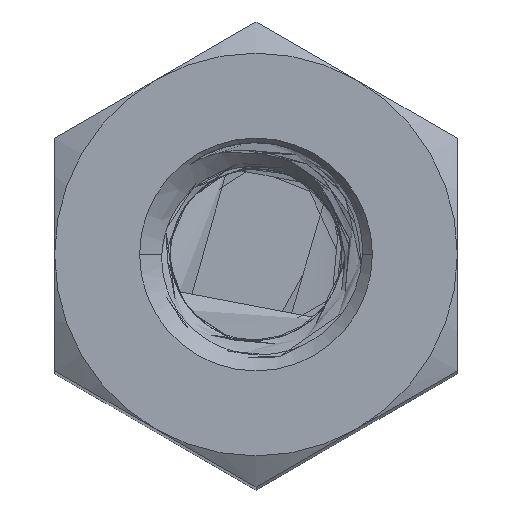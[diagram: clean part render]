
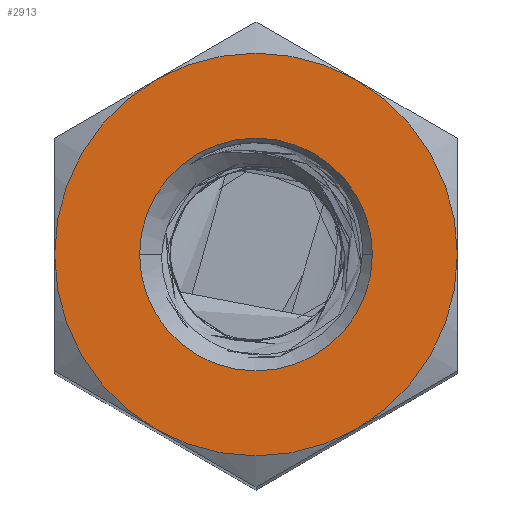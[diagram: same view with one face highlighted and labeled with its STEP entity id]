
A CAD part, top view. The second image highlights one B-rep face of the part: STEP entity #2913.
In plain terms, the highlighted planar face has unit normal (0, 0, 1).
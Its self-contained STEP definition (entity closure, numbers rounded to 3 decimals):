
#19=FACE_BOUND('',#494,.T.);
#21=PLANE('',#3090);
#182=CIRCLE('',#2999,1.301);
#187=CIRCLE('',#3091,2.25);
#188=CIRCLE('',#3092,2.25);
#189=CIRCLE('',#3093,2.25);
#190=CIRCLE('',#3094,2.25);
#191=CIRCLE('',#3095,2.25);
#192=CIRCLE('',#3096,2.25);
#193=CIRCLE('',#3097,1.301);
#334=FACE_OUTER_BOUND('',#493,.T.);
#493=EDGE_LOOP('',(#2539,#2540,#2541,#2542,#2543,#2544));
#494=EDGE_LOOP('',(#2545,#2546));
#1057=VERTEX_POINT('',#4558);
#1058=VERTEX_POINT('',#4560);
#1248=VERTEX_POINT('',#16709);
#1249=VERTEX_POINT('',#16710);
#1250=VERTEX_POINT('',#16712);
#1251=VERTEX_POINT('',#16714);
#1252=VERTEX_POINT('',#16716);
#1253=VERTEX_POINT('',#16718);
#1401=EDGE_CURVE('',#1058,#1057,#182,.T.);
#1688=EDGE_CURVE('',#1248,#1249,#187,.T.);
#1689=EDGE_CURVE('',#1250,#1248,#188,.T.);
#1690=EDGE_CURVE('',#1251,#1250,#189,.T.);
#1691=EDGE_CURVE('',#1252,#1251,#190,.T.);
#1692=EDGE_CURVE('',#1253,#1252,#191,.T.);
#1693=EDGE_CURVE('',#1249,#1253,#192,.T.);
#1694=EDGE_CURVE('',#1057,#1058,#193,.T.);
#2539=ORIENTED_EDGE('',*,*,#1688,.F.);
#2540=ORIENTED_EDGE('',*,*,#1689,.F.);
#2541=ORIENTED_EDGE('',*,*,#1690,.F.);
#2542=ORIENTED_EDGE('',*,*,#1691,.F.);
#2543=ORIENTED_EDGE('',*,*,#1692,.F.);
#2544=ORIENTED_EDGE('',*,*,#1693,.F.);
#2545=ORIENTED_EDGE('',*,*,#1401,.T.);
#2546=ORIENTED_EDGE('',*,*,#1694,.T.);
#2913=ADVANCED_FACE('',(#334,#19),#21,.T.);
#2999=AXIS2_PLACEMENT_3D('',#4561,#3268,#3269);
#3090=AXIS2_PLACEMENT_3D('',#16708,#3538,#3539);
#3091=AXIS2_PLACEMENT_3D('',#16711,#3540,#3541);
#3092=AXIS2_PLACEMENT_3D('',#16713,#3542,#3543);
#3093=AXIS2_PLACEMENT_3D('',#16715,#3544,#3545);
#3094=AXIS2_PLACEMENT_3D('',#16717,#3546,#3547);
#3095=AXIS2_PLACEMENT_3D('',#16719,#3548,#3549);
#3096=AXIS2_PLACEMENT_3D('',#16720,#3550,#3551);
#3097=AXIS2_PLACEMENT_3D('',#16721,#3552,#3553);
#3268=DIRECTION('center_axis',(0.,0.,-1.));
#3269=DIRECTION('ref_axis',(-1.,0.,0.));
#3538=DIRECTION('center_axis',(0.,0.,1.));
#3539=DIRECTION('ref_axis',(1.,0.,0.));
#3540=DIRECTION('center_axis',(0.,0.,-1.));
#3541=DIRECTION('ref_axis',(-1.,0.,0.));
#3542=DIRECTION('center_axis',(0.,0.,-1.));
#3543=DIRECTION('ref_axis',(-1.,0.,0.));
#3544=DIRECTION('center_axis',(0.,0.,-1.));
#3545=DIRECTION('ref_axis',(-1.,0.,0.));
#3546=DIRECTION('center_axis',(0.,0.,-1.));
#3547=DIRECTION('ref_axis',(-1.,0.,0.));
#3548=DIRECTION('center_axis',(0.,0.,-1.));
#3549=DIRECTION('ref_axis',(-1.,0.,0.));
#3550=DIRECTION('center_axis',(0.,0.,-1.));
#3551=DIRECTION('ref_axis',(-1.,0.,0.));
#3552=DIRECTION('center_axis',(0.,0.,-1.));
#3553=DIRECTION('ref_axis',(-1.,0.,0.));
#4558=CARTESIAN_POINT('',(1.301,0.,9.5));
#4560=CARTESIAN_POINT('',(-1.301,0.,9.5));
#4561=CARTESIAN_POINT('Origin',(0.,0.,9.5));
#16708=CARTESIAN_POINT('Origin',(0.,2.598,
9.5));
#16709=CARTESIAN_POINT('',(2.25,0.,9.5));
#16710=CARTESIAN_POINT('',(1.125,-1.949,9.5));
#16711=CARTESIAN_POINT('Origin',(0.,0.,9.5));
#16712=CARTESIAN_POINT('',(1.125,1.949,9.5));
#16713=CARTESIAN_POINT('Origin',(0.,0.,9.5));
#16714=CARTESIAN_POINT('',(-1.125,1.949,9.5));
#16715=CARTESIAN_POINT('Origin',(0.,0.,9.5));
#16716=CARTESIAN_POINT('',(-2.25,0.,9.5));
#16717=CARTESIAN_POINT('Origin',(0.,0.,9.5));
#16718=CARTESIAN_POINT('',(-1.125,-1.949,9.5));
#16719=CARTESIAN_POINT('Origin',(0.,0.,9.5));
#16720=CARTESIAN_POINT('Origin',(0.,0.,9.5));
#16721=CARTESIAN_POINT('Origin',(0.,0.,9.5));
